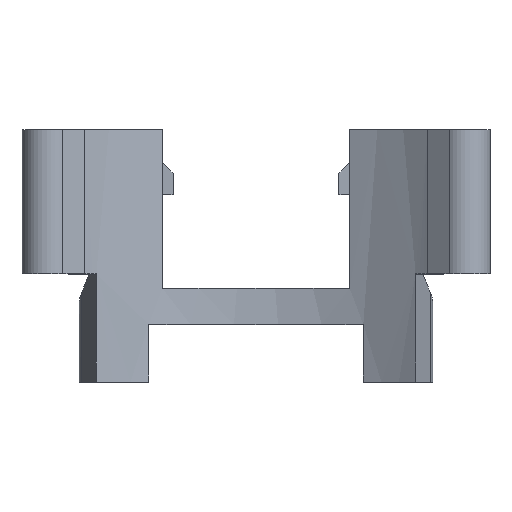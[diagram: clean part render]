
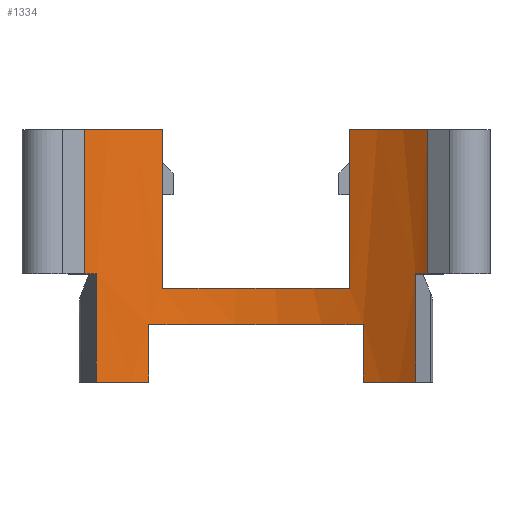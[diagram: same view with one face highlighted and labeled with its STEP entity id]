
A CAD part, top view. The second image highlights one B-rep face of the part: STEP entity #1334.
In plain terms, the highlighted cylindrical face has radius 37 mm (diameter 74 mm), a partial arc.
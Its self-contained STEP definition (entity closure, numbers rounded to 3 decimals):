
#49=CYLINDRICAL_SURFACE('',#1428,37.);
#62=FACE_OUTER_BOUND('',#134,.T.);
#134=EDGE_LOOP('',(#875,#876,#877,#878,#879,#880,#881,#882,#883,#884,#885,
#886,#887,#888,#889,#890));
#212=CIRCLE('',#1427,37.);
#213=CIRCLE('',#1429,37.);
#214=CIRCLE('',#1430,37.);
#215=CIRCLE('',#1431,37.);
#216=CIRCLE('',#1432,37.);
#217=CIRCLE('',#1433,37.);
#218=CIRCLE('',#1434,37.);
#219=CIRCLE('',#1435,37.);
#257=LINE('',#1919,#395);
#258=LINE('',#1921,#396);
#259=LINE('',#1925,#397);
#260=LINE('',#1929,#398);
#261=LINE('',#1933,#399);
#262=LINE('',#1937,#400);
#263=LINE('',#1941,#401);
#264=LINE('',#1945,#402);
#395=VECTOR('',#1551,10.);
#396=VECTOR('',#1552,10.);
#397=VECTOR('',#1555,10.);
#398=VECTOR('',#1558,10.);
#399=VECTOR('',#1561,10.);
#400=VECTOR('',#1564,10.);
#401=VECTOR('',#1567,10.);
#402=VECTOR('',#1570,10.);
#532=VERTEX_POINT('',#1910);
#534=VERTEX_POINT('',#1914);
#535=VERTEX_POINT('',#1918);
#536=VERTEX_POINT('',#1920);
#537=VERTEX_POINT('',#1922);
#538=VERTEX_POINT('',#1924);
#539=VERTEX_POINT('',#1926);
#540=VERTEX_POINT('',#1928);
#541=VERTEX_POINT('',#1930);
#542=VERTEX_POINT('',#1932);
#543=VERTEX_POINT('',#1934);
#544=VERTEX_POINT('',#1936);
#545=VERTEX_POINT('',#1938);
#546=VERTEX_POINT('',#1940);
#547=VERTEX_POINT('',#1942);
#548=VERTEX_POINT('',#1944);
#670=EDGE_CURVE('',#532,#534,#212,.T.);
#671=EDGE_CURVE('',#535,#532,#257,.T.);
#672=EDGE_CURVE('',#534,#536,#258,.T.);
#673=EDGE_CURVE('',#537,#536,#213,.T.);
#674=EDGE_CURVE('',#538,#537,#259,.T.);
#675=EDGE_CURVE('',#538,#539,#214,.T.);
#676=EDGE_CURVE('',#539,#540,#260,.T.);
#677=EDGE_CURVE('',#540,#541,#215,.T.);
#678=EDGE_CURVE('',#541,#542,#261,.T.);
#679=EDGE_CURVE('',#543,#542,#216,.T.);
#680=EDGE_CURVE('',#543,#544,#262,.T.);
#681=EDGE_CURVE('',#544,#545,#217,.T.);
#682=EDGE_CURVE('',#545,#546,#263,.T.);
#683=EDGE_CURVE('',#546,#547,#218,.T.);
#684=EDGE_CURVE('',#547,#548,#264,.T.);
#685=EDGE_CURVE('',#535,#548,#219,.T.);
#875=ORIENTED_EDGE('',*,*,#671,.T.);
#876=ORIENTED_EDGE('',*,*,#670,.T.);
#877=ORIENTED_EDGE('',*,*,#672,.T.);
#878=ORIENTED_EDGE('',*,*,#673,.F.);
#879=ORIENTED_EDGE('',*,*,#674,.F.);
#880=ORIENTED_EDGE('',*,*,#675,.T.);
#881=ORIENTED_EDGE('',*,*,#676,.T.);
#882=ORIENTED_EDGE('',*,*,#677,.T.);
#883=ORIENTED_EDGE('',*,*,#678,.T.);
#884=ORIENTED_EDGE('',*,*,#679,.F.);
#885=ORIENTED_EDGE('',*,*,#680,.T.);
#886=ORIENTED_EDGE('',*,*,#681,.T.);
#887=ORIENTED_EDGE('',*,*,#682,.T.);
#888=ORIENTED_EDGE('',*,*,#683,.T.);
#889=ORIENTED_EDGE('',*,*,#684,.T.);
#890=ORIENTED_EDGE('',*,*,#685,.F.);
#1334=ADVANCED_FACE('',(#62),#49,.F.);
#1427=AXIS2_PLACEMENT_3D('',#1916,#1547,#1548);
#1428=AXIS2_PLACEMENT_3D('',#1917,#1549,#1550);
#1429=AXIS2_PLACEMENT_3D('',#1923,#1553,#1554);
#1430=AXIS2_PLACEMENT_3D('',#1927,#1556,#1557);
#1431=AXIS2_PLACEMENT_3D('',#1931,#1559,#1560);
#1432=AXIS2_PLACEMENT_3D('',#1935,#1562,#1563);
#1433=AXIS2_PLACEMENT_3D('',#1939,#1565,#1566);
#1434=AXIS2_PLACEMENT_3D('',#1943,#1568,#1569);
#1435=AXIS2_PLACEMENT_3D('',#1946,#1571,#1572);
#1547=DIRECTION('center_axis',(0.,1.,0.));
#1548=DIRECTION('ref_axis',(0.,0.,1.));
#1549=DIRECTION('center_axis',(0.,1.,0.));
#1550=DIRECTION('ref_axis',(0.,0.,-1.));
#1551=DIRECTION('',(0.,-1.,0.));
#1552=DIRECTION('',(0.,1.,0.));
#1553=DIRECTION('center_axis',(0.,-1.,0.));
#1554=DIRECTION('ref_axis',(0.,0.,1.));
#1555=DIRECTION('',(0.,1.,0.));
#1556=DIRECTION('center_axis',(0.,-1.,0.));
#1557=DIRECTION('ref_axis',(0.,0.,1.));
#1558=DIRECTION('',(0.,-1.,0.));
#1559=DIRECTION('center_axis',(0.,-1.,0.));
#1560=DIRECTION('ref_axis',(0.,0.,1.));
#1561=DIRECTION('',(0.,1.,0.));
#1562=DIRECTION('center_axis',(0.,1.,0.));
#1563=DIRECTION('ref_axis',(0.403,0.,0.915));
#1564=DIRECTION('',(0.,-1.,0.));
#1565=DIRECTION('center_axis',(0.,-1.,0.));
#1566=DIRECTION('ref_axis',(0.,0.,1.));
#1567=DIRECTION('',(0.,1.,0.));
#1568=DIRECTION('center_axis',(0.,-1.,0.));
#1569=DIRECTION('ref_axis',(0.,0.,1.));
#1570=DIRECTION('',(0.,1.,0.));
#1571=DIRECTION('center_axis',(0.,-1.,0.));
#1572=DIRECTION('ref_axis',(0.,0.,1.));
#1910=CARTESIAN_POINT('',(13.,13.,70.3));
#1914=CARTESIAN_POINT('',(-13.,13.,70.3));
#1916=CARTESIAN_POINT('Origin',(0.,13.,104.941));
#1917=CARTESIAN_POINT('Origin',(0.,0.,104.941));
#1918=CARTESIAN_POINT('',(13.,35.,70.3));
#1919=CARTESIAN_POINT('',(13.,0.,70.3));
#1920=CARTESIAN_POINT('',(-13.,35.,70.3));
#1921=CARTESIAN_POINT('',(-13.,0.,70.3));
#1922=CARTESIAN_POINT('',(-23.783,35.,76.597));
#1923=CARTESIAN_POINT('Origin',(0.,35.,104.941));
#1924=CARTESIAN_POINT('',(-23.783,15.,76.597));
#1925=CARTESIAN_POINT('',(-23.783,0.,76.597));
#1926=CARTESIAN_POINT('',(-22.143,15.,75.299));
#1927=CARTESIAN_POINT('Origin',(0.,15.,104.941));
#1928=CARTESIAN_POINT('',(-22.143,0.,75.299));
#1929=CARTESIAN_POINT('',(-22.143,0.,75.299));
#1930=CARTESIAN_POINT('',(-14.893,0.,71.071));
#1931=CARTESIAN_POINT('Origin',(0.,0.,104.941));
#1932=CARTESIAN_POINT('',(-14.893,8.,71.071));
#1933=CARTESIAN_POINT('',(-14.893,0.,71.071));
#1934=CARTESIAN_POINT('',(14.893,8.,71.071));
#1935=CARTESIAN_POINT('Origin',(0.,8.,104.941));
#1936=CARTESIAN_POINT('',(14.893,0.,71.071));
#1937=CARTESIAN_POINT('',(14.893,0.,71.071));
#1938=CARTESIAN_POINT('',(22.143,0.,75.299));
#1939=CARTESIAN_POINT('Origin',(0.,0.,104.941));
#1940=CARTESIAN_POINT('',(22.143,15.,75.299));
#1941=CARTESIAN_POINT('',(22.143,0.,75.299));
#1942=CARTESIAN_POINT('',(23.783,15.,76.597));
#1943=CARTESIAN_POINT('Origin',(0.,15.,104.941));
#1944=CARTESIAN_POINT('',(23.783,35.,76.597));
#1945=CARTESIAN_POINT('',(23.783,0.,76.597));
#1946=CARTESIAN_POINT('Origin',(0.,35.,104.941));
